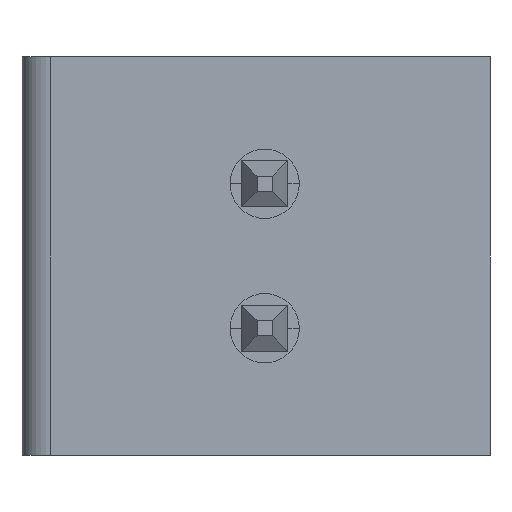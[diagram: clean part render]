
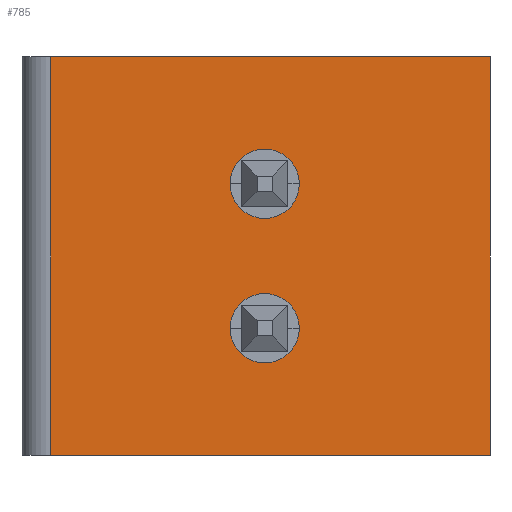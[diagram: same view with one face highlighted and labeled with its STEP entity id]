
A CAD part, front view. The second image highlights one B-rep face of the part: STEP entity #785.
In plain terms, the highlighted planar face has unit normal (0, -1, 0).
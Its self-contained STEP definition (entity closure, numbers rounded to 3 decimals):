
#643 = VERTEX_POINT('',#644);
#644 = CARTESIAN_POINT('',(0.,0.,6.9));
#676 = VERTEX_POINT('',#677);
#677 = CARTESIAN_POINT('',(-7.6,0.,6.9));
#684 = EDGE_CURVE('',#676,#643,#685,.T.);
#685 = LINE('',#686,#687);
#686 = CARTESIAN_POINT('',(32.388,0.,6.9));
#687 = VECTOR('',#688,1.);
#688 = DIRECTION('',(1.,0.,0.));
#785 = ADVANCED_FACE('',(#786,#811,#831),#851,.T.);
#786 = FACE_BOUND('',#787,.T.);
#787 = EDGE_LOOP('',(#788,#796,#804,#810));
#788 = ORIENTED_EDGE('',*,*,#789,.F.);
#789 = EDGE_CURVE('',#790,#676,#792,.T.);
#790 = VERTEX_POINT('',#791);
#791 = CARTESIAN_POINT('',(-7.6,0.,0.));
#792 = LINE('',#793,#794);
#793 = CARTESIAN_POINT('',(-7.6,0.,6.85));
#794 = VECTOR('',#795,1.);
#795 = DIRECTION('',(0.,0.,1.));
#796 = ORIENTED_EDGE('',*,*,#797,.T.);
#797 = EDGE_CURVE('',#790,#798,#800,.T.);
#798 = VERTEX_POINT('',#799);
#799 = CARTESIAN_POINT('',(0.,0.,0.));
#800 = LINE('',#801,#802);
#801 = CARTESIAN_POINT('',(32.388,0.,0.));
#802 = VECTOR('',#803,1.);
#803 = DIRECTION('',(1.,0.,0.));
#804 = ORIENTED_EDGE('',*,*,#805,.F.);
#805 = EDGE_CURVE('',#643,#798,#806,.T.);
#806 = LINE('',#807,#808);
#807 = CARTESIAN_POINT('',(0.,0.,31.85));
#808 = VECTOR('',#809,1.);
#809 = DIRECTION('',(0.,0.,-1.));
#810 = ORIENTED_EDGE('',*,*,#684,.F.);
#811 = FACE_BOUND('',#812,.T.);
#812 = EDGE_LOOP('',(#813,#824));
#813 = ORIENTED_EDGE('',*,*,#814,.F.);
#814 = EDGE_CURVE('',#815,#817,#819,.T.);
#815 = VERTEX_POINT('',#816);
#816 = CARTESIAN_POINT('',(-4.5,0.,4.7));
#817 = VERTEX_POINT('',#818);
#818 = CARTESIAN_POINT('',(-3.3,0.,4.7));
#819 = CIRCLE('',#820,0.6);
#820 = AXIS2_PLACEMENT_3D('',#821,#822,#823);
#821 = CARTESIAN_POINT('',(-3.9,0.,4.7));
#822 = DIRECTION('',(0.,-1.,0.));
#823 = DIRECTION('',(1.,0.,0.));
#824 = ORIENTED_EDGE('',*,*,#825,.F.);
#825 = EDGE_CURVE('',#817,#815,#826,.T.);
#826 = CIRCLE('',#827,0.6);
#827 = AXIS2_PLACEMENT_3D('',#828,#829,#830);
#828 = CARTESIAN_POINT('',(-3.9,0.,4.7));
#829 = DIRECTION('',(0.,-1.,0.));
#830 = DIRECTION('',(1.,0.,0.));
#831 = FACE_BOUND('',#832,.T.);
#832 = EDGE_LOOP('',(#833,#844));
#833 = ORIENTED_EDGE('',*,*,#834,.F.);
#834 = EDGE_CURVE('',#835,#837,#839,.T.);
#835 = VERTEX_POINT('',#836);
#836 = CARTESIAN_POINT('',(-3.3,0.,2.2));
#837 = VERTEX_POINT('',#838);
#838 = CARTESIAN_POINT('',(-4.5,0.,2.2));
#839 = CIRCLE('',#840,0.6);
#840 = AXIS2_PLACEMENT_3D('',#841,#842,#843);
#841 = CARTESIAN_POINT('',(-3.9,0.,2.2));
#842 = DIRECTION('',(0.,-1.,0.));
#843 = DIRECTION('',(1.,0.,0.));
#844 = ORIENTED_EDGE('',*,*,#845,.F.);
#845 = EDGE_CURVE('',#837,#835,#846,.T.);
#846 = CIRCLE('',#847,0.6);
#847 = AXIS2_PLACEMENT_3D('',#848,#849,#850);
#848 = CARTESIAN_POINT('',(-3.9,0.,2.2));
#849 = DIRECTION('',(0.,-1.,0.));
#850 = DIRECTION('',(1.,0.,0.));
#851 = PLANE('',#852);
#852 = AXIS2_PLACEMENT_3D('',#853,#854,#855);
#853 = CARTESIAN_POINT('',(-6.051,0.,
    4.514));
#854 = DIRECTION('',(0.,-1.,0.));
#855 = DIRECTION('',(1.,0.,0.));
